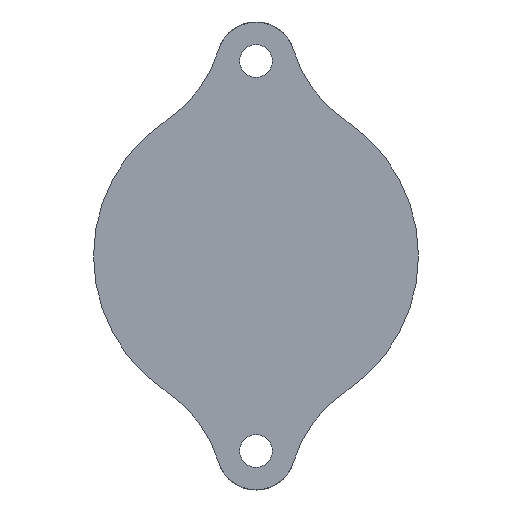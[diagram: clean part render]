
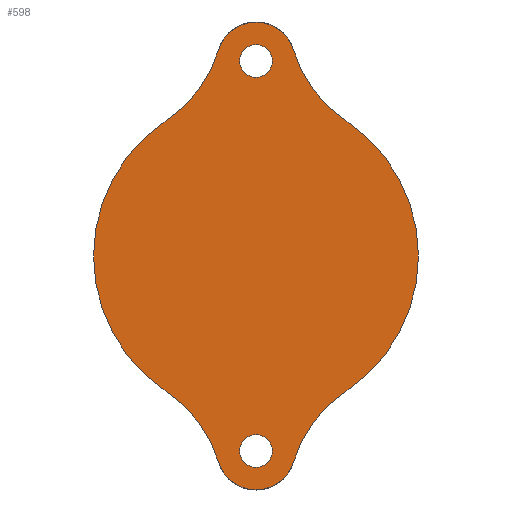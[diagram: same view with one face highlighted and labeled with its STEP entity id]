
A CAD part, front view. The second image highlights one B-rep face of the part: STEP entity #598.
In plain terms, the highlighted planar face has unit normal (0, -1, 0).
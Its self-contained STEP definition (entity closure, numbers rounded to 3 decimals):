
#16 = CARTESIAN_POINT ( 'NONE',  ( -16.6, 3.127, -24.989 ) ) ;
#29 = DIRECTION ( 'NONE',  ( 0., -1., 0. ) ) ;
#32 = DIRECTION ( 'NONE',  ( -0.553, 0., -0.833 ) ) ;
#55 = ORIENTED_EDGE ( 'NONE', *, *, #679, .F. ) ;
#57 = CARTESIAN_POINT ( 'NONE',  ( 0., 3.127, 20. ) ) ;
#64 = DIRECTION ( 'NONE',  ( 0., -1., 0. ) ) ;
#98 = DIRECTION ( 'NONE',  ( 1., 0., 0. ) ) ;
#105 = AXIS2_PLACEMENT_3D ( 'NONE', #166, #535, #802 ) ;
#109 = ORIENTED_EDGE ( 'NONE', *, *, #195, .F. ) ;
#124 = EDGE_CURVE ( 'Edge40', #896, #238, #222, .T. ) ;
#141 = ORIENTED_EDGE ( 'NONE', *, *, #842, .F. ) ;
#142 = AXIS2_PLACEMENT_3D ( 'NONE', #978, #581, #392 ) ;
#146 = AXIS2_PLACEMENT_3D ( 'NONE', #512, #425, #796 ) ;
#151 = FACE_BOUND ( 'NONE', #159, .T. ) ;
#159 = EDGE_LOOP ( 'NONE', ( #948, #649 ) ) ;
#165 = AXIS2_PLACEMENT_3D ( 'NONE', #656, #380, #1014 ) ;
#166 = CARTESIAN_POINT ( 'NONE',  ( 0., 3.127, 20. ) ) ;
#168 = EDGE_CURVE ( 'Edge23', #238, #537, #468, .T. ) ;
#192 = DIRECTION ( 'NONE',  ( 0.553, 0., 0.833 ) ) ;
#195 = EDGE_CURVE ( 'Edge15', #944, #289, #435, .T. ) ;
#196 = CARTESIAN_POINT ( 'NONE',  ( 0., 3.127, -20. ) ) ;
#218 = CARTESIAN_POINT ( 'NONE',  ( -3.831, 3.127, -21.151 ) ) ;
#221 = DIRECTION ( 'NONE',  ( 0., -1., 0. ) ) ;
#222 = CIRCLE ( 'NONE', #805, 13.333 ) ;
#225 = CIRCLE ( 'NONE', #907, 13.333 ) ;
#229 = VERTEX_POINT ( 'NONE', #859 ) ;
#238 = VERTEX_POINT ( 'NONE', #953 ) ;
#262 = AXIS2_PLACEMENT_3D ( 'NONE', #922, #928, #1198 ) ;
#289 = VERTEX_POINT ( 'NONE', #428 ) ;
#293 = EDGE_CURVE ( 'Edge18', #704, #613, #708, .T. ) ;
#311 = CARTESIAN_POINT ( 'NONE',  ( 3.831, 3.127, 21.151 ) ) ;
#321 = CIRCLE ( 'NONE', #1137, 1.667 ) ;
#328 = DIRECTION ( 'NONE',  ( 1., 0., 0. ) ) ;
#341 = DIRECTION ( 'NONE',  ( 1., 0., 0. ) ) ;
#342 = AXIS2_PLACEMENT_3D ( 'NONE', #196, #657, #637 ) ;
#348 = EDGE_LOOP ( 'NONE', ( #659, #870 ) ) ;
#380 = DIRECTION ( 'NONE',  ( 0., -1., 0. ) ) ;
#382 = EDGE_CURVE ( 'Edge38', #1089, #944, #688, .T. ) ;
#386 = VERTEX_POINT ( 'NONE', #463 ) ;
#392 = DIRECTION ( 'NONE',  ( 0.553, 0., 0.833 ) ) ;
#419 = AXIS2_PLACEMENT_3D ( 'NONE', #1073, #620, #976 ) ;
#425 = DIRECTION ( 'NONE',  ( 0., 1., 0. ) ) ;
#428 = CARTESIAN_POINT ( 'NONE',  ( -9.222, 3.127, -13.883 ) ) ;
#435 = CIRCLE ( 'NONE', #530, 13.333 ) ;
#463 = CARTESIAN_POINT ( 'NONE',  ( 1.667, 3.127, 20. ) ) ;
#468 = CIRCLE ( 'NONE', #142, 16.667 ) ;
#491 = CIRCLE ( 'NONE', #712, 1.667 ) ;
#503 = CARTESIAN_POINT ( 'NONE',  ( 0., 3.127, 20. ) ) ;
#512 = CARTESIAN_POINT ( 'NONE',  ( 0., 3.127, 0. ) ) ;
#515 = PLANE ( 'NONE',  #419 ) ;
#520 = FACE_OUTER_BOUND ( 'NONE', #958, .T. ) ;
#530 = AXIS2_PLACEMENT_3D ( 'NONE', #16, #221, #32 ) ;
#531 = CARTESIAN_POINT ( 'NONE',  ( -3.831, 3.127, 21.151 ) ) ;
#534 = ORIENTED_EDGE ( 'NONE', *, *, #998, .F. ) ;
#535 = DIRECTION ( 'NONE',  ( 0., 1., 0. ) ) ;
#537 = VERTEX_POINT ( 'NONE', #857 ) ;
#557 = DIRECTION ( 'NONE',  ( 0.958, 0., -0.288 ) ) ;
#561 = DIRECTION ( 'NONE',  ( 0., -1., 0. ) ) ;
#567 = ORIENTED_EDGE ( 'NONE', *, *, #124, .F. ) ;
#581 = DIRECTION ( 'NONE',  ( 0., 1., 0. ) ) ;
#598 = ADVANCED_FACE ( 'Face3', ( #1199, #151, #520 ), #515, .F. ) ;
#613 = VERTEX_POINT ( 'NONE', #994 ) ;
#614 = CARTESIAN_POINT ( 'NONE',  ( -1.667, 3.127, -20. ) ) ;
#620 = DIRECTION ( 'NONE',  ( 0., 1., 0. ) ) ;
#634 = DIRECTION ( 'NONE',  ( 0., -1., 0. ) ) ;
#637 = DIRECTION ( 'NONE',  ( 0.958, 0., -0.288 ) ) ;
#649 = ORIENTED_EDGE ( 'NONE', *, *, #1032, .F. ) ;
#656 = CARTESIAN_POINT ( 'NONE',  ( 0., 3.127, -20. ) ) ;
#657 = DIRECTION ( 'NONE',  ( 0., 1., 0. ) ) ;
#659 = ORIENTED_EDGE ( 'NONE', *, *, #803, .F. ) ;
#670 = CIRCLE ( 'NONE', #146, 16.667 ) ;
#679 = EDGE_CURVE ( 'Edge27', #1042, #896, #1118, .T. ) ;
#688 = CIRCLE ( 'NONE', #342, 4. ) ;
#695 = VERTEX_POINT ( 'NONE', #911 ) ;
#704 = VERTEX_POINT ( 'NONE', #614 ) ;
#708 = CIRCLE ( 'NONE', #165, 1.667 ) ;
#712 = AXIS2_PLACEMENT_3D ( 'NONE', #503, #29, #328 ) ;
#754 = DIRECTION ( 'NONE',  ( 0., -1., 0. ) ) ;
#778 = AXIS2_PLACEMENT_3D ( 'NONE', #57, #64, #341 ) ;
#796 = DIRECTION ( 'NONE',  ( -0.553, 0., -0.833 ) ) ;
#802 = DIRECTION ( 'NONE',  ( -0.958, 0., 0.288 ) ) ;
#803 = EDGE_CURVE ( 'Edge18', #613, #704, #321, .T. ) ;
#805 = AXIS2_PLACEMENT_3D ( 'NONE', #1102, #634, #192 ) ;
#842 = EDGE_CURVE ( 'Edge30', #537, #1089, #225, .T. ) ;
#857 = CARTESIAN_POINT ( 'NONE',  ( 9.222, 3.127, -13.883 ) ) ;
#859 = CARTESIAN_POINT ( 'NONE',  ( -9.222, 3.127, 13.883 ) ) ;
#870 = ORIENTED_EDGE ( 'NONE', *, *, #293, .F. ) ;
#888 = ORIENTED_EDGE ( 'NONE', *, *, #168, .F. ) ;
#896 = VERTEX_POINT ( 'NONE', #311 ) ;
#907 = AXIS2_PLACEMENT_3D ( 'NONE', #1031, #561, #557 ) ;
#911 = CARTESIAN_POINT ( 'NONE',  ( -1.667, 3.127, 20. ) ) ;
#922 = CARTESIAN_POINT ( 'NONE',  ( -16.6, 3.127, 24.989 ) ) ;
#928 = DIRECTION ( 'NONE',  ( 0., -1., 0. ) ) ;
#937 = CIRCLE ( 'NONE', #778, 1.667 ) ;
#944 = VERTEX_POINT ( 'NONE', #218 ) ;
#948 = ORIENTED_EDGE ( 'NONE', *, *, #970, .F. ) ;
#953 = CARTESIAN_POINT ( 'NONE',  ( 9.222, 3.127, 13.883 ) ) ;
#958 = EDGE_LOOP ( 'NONE', ( #1075, #534, #109, #1098, #141, #888, #567, #55 ) ) ;
#970 = EDGE_CURVE ( 'Edge42', #386, #695, #491, .T. ) ;
#976 = DIRECTION ( 'NONE',  ( 1., 0., 0. ) ) ;
#978 = CARTESIAN_POINT ( 'NONE',  ( 0., 3.127, 0. ) ) ;
#994 = CARTESIAN_POINT ( 'NONE',  ( 1.667, 3.127, -20. ) ) ;
#998 = EDGE_CURVE ( 'Edge34', #289, #229, #670, .T. ) ;
#1001 = CARTESIAN_POINT ( 'NONE',  ( 3.831, 3.127, -21.151 ) ) ;
#1014 = DIRECTION ( 'NONE',  ( 1., 0., 0. ) ) ;
#1031 = CARTESIAN_POINT ( 'NONE',  ( 16.6, 3.127, -24.989 ) ) ;
#1032 = EDGE_CURVE ( 'Edge42', #695, #386, #937, .T. ) ;
#1042 = VERTEX_POINT ( 'NONE', #531 ) ;
#1073 = CARTESIAN_POINT ( 'NONE',  ( 0., 3.127, 0. ) ) ;
#1075 = ORIENTED_EDGE ( 'NONE', *, *, #1180, .F. ) ;
#1089 = VERTEX_POINT ( 'NONE', #1001 ) ;
#1098 = ORIENTED_EDGE ( 'NONE', *, *, #382, .F. ) ;
#1102 = CARTESIAN_POINT ( 'NONE',  ( 16.6, 3.127, 24.989 ) ) ;
#1118 = CIRCLE ( 'NONE', #105, 4. ) ;
#1136 = CARTESIAN_POINT ( 'NONE',  ( 0., 3.127, -20. ) ) ;
#1137 = AXIS2_PLACEMENT_3D ( 'NONE', #1136, #754, #98 ) ;
#1180 = EDGE_CURVE ( 'Edge4', #229, #1042, #1184, .T. ) ;
#1184 = CIRCLE ( 'NONE', #262, 13.333 ) ;
#1198 = DIRECTION ( 'NONE',  ( -0.958, 0., 0.288 ) ) ;
#1199 = FACE_BOUND ( 'NONE', #348, .T. ) ;
